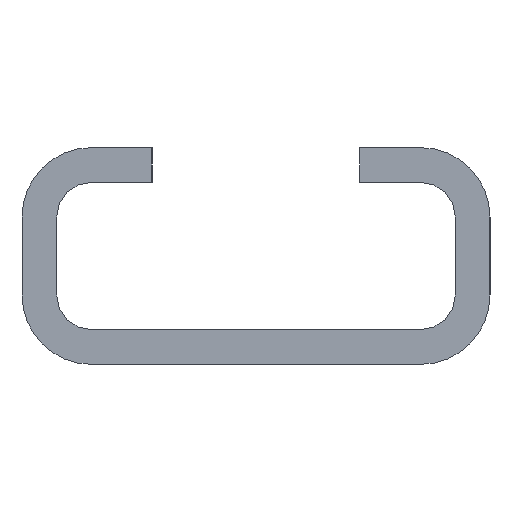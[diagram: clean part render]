
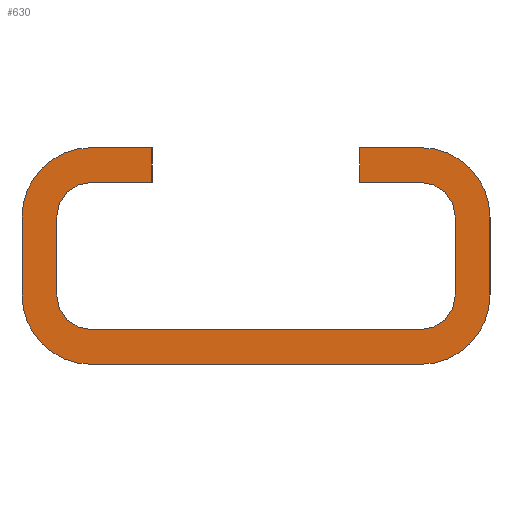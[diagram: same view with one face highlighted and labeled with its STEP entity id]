
A CAD part, left-side view. The second image highlights one B-rep face of the part: STEP entity #630.
In plain terms, the highlighted planar face has unit normal (-1, 0, 0).
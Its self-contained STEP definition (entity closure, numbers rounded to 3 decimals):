
#71=AXIS2_PLACEMENT_3D('Circle Axis2P3D',#69,#70,$) ;
#482=AXIS2_PLACEMENT_3D('Plane Axis2P3D',#479,#480,#481) ;
#493=AXIS2_PLACEMENT_3D('Circle Axis2P3D',#491,#492,$) ;
#521=AXIS2_PLACEMENT_3D('Circle Axis2P3D',#519,#520,$) ;
#535=AXIS2_PLACEMENT_3D('Circle Axis2P3D',#533,#534,$) ;
#549=AXIS2_PLACEMENT_3D('Circle Axis2P3D',#547,#548,$) ;
#563=AXIS2_PLACEMENT_3D('Circle Axis2P3D',#561,#562,$) ;
#591=AXIS2_PLACEMENT_3D('Circle Axis2P3D',#589,#590,$) ;
#605=AXIS2_PLACEMENT_3D('Circle Axis2P3D',#603,#604,$) ;
#66=CARTESIAN_POINT('Vertex',(0.,0.,4.)) ;
#69=CARTESIAN_POINT('Axis2P3D Location',(0.,4.,4.)) ;
#73=CARTESIAN_POINT('Vertex',(0.,4.,0.)) ;
#100=CARTESIAN_POINT('Line Origine',(0.,13.5,0.)) ;
#104=CARTESIAN_POINT('Vertex',(0.,23.,0.)) ;
#479=CARTESIAN_POINT('Axis2P3D Location',(0.,13.5,0.)) ;
#484=CARTESIAN_POINT('Line Origine',(0.,0.,6.25)) ;
#488=CARTESIAN_POINT('Vertex',(0.,0.,8.5)) ;
#491=CARTESIAN_POINT('Axis2P3D Location',(0.,4.,8.5)) ;
#495=CARTESIAN_POINT('Vertex',(0.,4.,12.5)) ;
#498=CARTESIAN_POINT('Line Origine',(0.,5.75,12.5)) ;
#502=CARTESIAN_POINT('Vertex',(0.,7.5,12.5)) ;
#505=CARTESIAN_POINT('Line Origine',(0.,7.5,11.5)) ;
#509=CARTESIAN_POINT('Vertex',(0.,7.5,10.5)) ;
#512=CARTESIAN_POINT('Line Origine',(0.,5.75,10.5)) ;
#516=CARTESIAN_POINT('Vertex',(0.,4.,10.5)) ;
#519=CARTESIAN_POINT('Axis2P3D Location',(0.,4.,8.5)) ;
#523=CARTESIAN_POINT('Vertex',(0.,2.,8.5)) ;
#526=CARTESIAN_POINT('Line Origine',(0.,2.,6.25)) ;
#530=CARTESIAN_POINT('Vertex',(0.,2.,4.)) ;
#533=CARTESIAN_POINT('Axis2P3D Location',(0.,4.,4.)) ;
#537=CARTESIAN_POINT('Vertex',(0.,4.,2.)) ;
#540=CARTESIAN_POINT('Line Origine',(0.,13.5,2.)) ;
#544=CARTESIAN_POINT('Vertex',(0.,23.,2.)) ;
#547=CARTESIAN_POINT('Axis2P3D Location',(0.,23.,4.)) ;
#551=CARTESIAN_POINT('Vertex',(0.,25.,4.)) ;
#554=CARTESIAN_POINT('Line Origine',(0.,25.,6.25)) ;
#558=CARTESIAN_POINT('Vertex',(0.,25.,8.5)) ;
#561=CARTESIAN_POINT('Axis2P3D Location',(0.,23.,8.5)) ;
#565=CARTESIAN_POINT('Vertex',(0.,23.,10.5)) ;
#568=CARTESIAN_POINT('Line Origine',(0.,21.25,10.5)) ;
#572=CARTESIAN_POINT('Vertex',(0.,19.5,10.5)) ;
#575=CARTESIAN_POINT('Line Origine',(0.,19.5,11.5)) ;
#579=CARTESIAN_POINT('Vertex',(0.,19.5,12.5)) ;
#582=CARTESIAN_POINT('Line Origine',(0.,21.25,12.5)) ;
#586=CARTESIAN_POINT('Vertex',(0.,23.,12.5)) ;
#589=CARTESIAN_POINT('Axis2P3D Location',(0.,23.,8.5)) ;
#593=CARTESIAN_POINT('Vertex',(0.,27.,8.5)) ;
#596=CARTESIAN_POINT('Line Origine',(0.,27.,6.25)) ;
#600=CARTESIAN_POINT('Vertex',(0.,27.,4.)) ;
#603=CARTESIAN_POINT('Axis2P3D Location',(0.,23.,4.)) ;
#70=DIRECTION('Axis2P3D Direction',(-1.,0.,0.)) ;
#101=DIRECTION('Vector Direction',(0.,-1.,0.)) ;
#480=DIRECTION('Axis2P3D Direction',(-1.,0.,0.)) ;
#481=DIRECTION('Axis2P3D XDirection',(0.,-1.,0.)) ;
#485=DIRECTION('Vector Direction',(0.,0.,1.)) ;
#492=DIRECTION('Axis2P3D Direction',(-1.,0.,0.)) ;
#499=DIRECTION('Vector Direction',(0.,1.,0.)) ;
#506=DIRECTION('Vector Direction',(0.,0.,-1.)) ;
#513=DIRECTION('Vector Direction',(0.,1.,0.)) ;
#520=DIRECTION('Axis2P3D Direction',(-1.,0.,0.)) ;
#527=DIRECTION('Vector Direction',(0.,0.,1.)) ;
#534=DIRECTION('Axis2P3D Direction',(-1.,0.,0.)) ;
#541=DIRECTION('Vector Direction',(0.,-1.,0.)) ;
#548=DIRECTION('Axis2P3D Direction',(-1.,0.,0.)) ;
#555=DIRECTION('Vector Direction',(0.,0.,-1.)) ;
#562=DIRECTION('Axis2P3D Direction',(-1.,0.,0.)) ;
#569=DIRECTION('Vector Direction',(0.,1.,0.)) ;
#576=DIRECTION('Vector Direction',(0.,0.,-1.)) ;
#583=DIRECTION('Vector Direction',(0.,1.,0.)) ;
#590=DIRECTION('Axis2P3D Direction',(-1.,0.,0.)) ;
#597=DIRECTION('Vector Direction',(0.,0.,-1.)) ;
#604=DIRECTION('Axis2P3D Direction',(-1.,0.,0.)) ;
#102=VECTOR('Line Direction',#101,1.) ;
#486=VECTOR('Line Direction',#485,1.) ;
#500=VECTOR('Line Direction',#499,1.) ;
#507=VECTOR('Line Direction',#506,1.) ;
#514=VECTOR('Line Direction',#513,1.) ;
#528=VECTOR('Line Direction',#527,1.) ;
#542=VECTOR('Line Direction',#541,1.) ;
#556=VECTOR('Line Direction',#555,1.) ;
#570=VECTOR('Line Direction',#569,1.) ;
#577=VECTOR('Line Direction',#576,1.) ;
#584=VECTOR('Line Direction',#583,1.) ;
#598=VECTOR('Line Direction',#597,1.) ;
#609=ORIENTED_EDGE('',*,*,#106,.T.) ;
#610=ORIENTED_EDGE('',*,*,#75,.T.) ;
#611=ORIENTED_EDGE('',*,*,#490,.T.) ;
#612=ORIENTED_EDGE('',*,*,#497,.T.) ;
#613=ORIENTED_EDGE('',*,*,#504,.T.) ;
#614=ORIENTED_EDGE('',*,*,#511,.T.) ;
#615=ORIENTED_EDGE('',*,*,#518,.T.) ;
#616=ORIENTED_EDGE('',*,*,#525,.T.) ;
#617=ORIENTED_EDGE('',*,*,#532,.T.) ;
#618=ORIENTED_EDGE('',*,*,#539,.T.) ;
#619=ORIENTED_EDGE('',*,*,#546,.T.) ;
#620=ORIENTED_EDGE('',*,*,#553,.T.) ;
#621=ORIENTED_EDGE('',*,*,#560,.T.) ;
#622=ORIENTED_EDGE('',*,*,#567,.T.) ;
#623=ORIENTED_EDGE('',*,*,#574,.T.) ;
#624=ORIENTED_EDGE('',*,*,#581,.T.) ;
#625=ORIENTED_EDGE('',*,*,#588,.T.) ;
#626=ORIENTED_EDGE('',*,*,#595,.T.) ;
#627=ORIENTED_EDGE('',*,*,#602,.T.) ;
#628=ORIENTED_EDGE('',*,*,#607,.T.) ;
#630=ADVANCED_FACE('V1',(#629),#483,.T.) ;
#72=CIRCLE('generated circle',#71,4.) ;
#494=CIRCLE('generated circle',#493,4.) ;
#522=CIRCLE('generated circle',#521,2.) ;
#536=CIRCLE('generated circle',#535,2.) ;
#550=CIRCLE('generated circle',#549,2.) ;
#564=CIRCLE('generated circle',#563,2.) ;
#592=CIRCLE('generated circle',#591,4.) ;
#606=CIRCLE('generated circle',#605,4.) ;
#75=EDGE_CURVE('',#74,#67,#72,.T.) ;
#106=EDGE_CURVE('',#105,#74,#103,.T.) ;
#490=EDGE_CURVE('',#67,#489,#487,.T.) ;
#497=EDGE_CURVE('',#489,#496,#494,.T.) ;
#504=EDGE_CURVE('',#496,#503,#501,.T.) ;
#511=EDGE_CURVE('',#503,#510,#508,.T.) ;
#518=EDGE_CURVE('',#510,#517,#515,.F.) ;
#525=EDGE_CURVE('',#517,#524,#522,.F.) ;
#532=EDGE_CURVE('',#524,#531,#529,.F.) ;
#539=EDGE_CURVE('',#531,#538,#536,.F.) ;
#546=EDGE_CURVE('',#538,#545,#543,.F.) ;
#553=EDGE_CURVE('',#545,#552,#550,.F.) ;
#560=EDGE_CURVE('',#552,#559,#557,.F.) ;
#567=EDGE_CURVE('',#559,#566,#564,.F.) ;
#574=EDGE_CURVE('',#566,#573,#571,.F.) ;
#581=EDGE_CURVE('',#573,#580,#578,.F.) ;
#588=EDGE_CURVE('',#580,#587,#585,.T.) ;
#595=EDGE_CURVE('',#587,#594,#592,.T.) ;
#602=EDGE_CURVE('',#594,#601,#599,.T.) ;
#607=EDGE_CURVE('',#601,#105,#606,.T.) ;
#608=EDGE_LOOP('',(#609,#610,#611,#612,#613,#614,#615,#616,#617,#618,#619,#620,#621,#622,#623,#624,#625,#626,#627,#628)) ;
#629=FACE_OUTER_BOUND('',#608,.T.) ;
#103=LINE('Line',#100,#102) ;
#487=LINE('Line',#484,#486) ;
#501=LINE('Line',#498,#500) ;
#508=LINE('Line',#505,#507) ;
#515=LINE('Line',#512,#514) ;
#529=LINE('Line',#526,#528) ;
#543=LINE('Line',#540,#542) ;
#557=LINE('Line',#554,#556) ;
#571=LINE('Line',#568,#570) ;
#578=LINE('Line',#575,#577) ;
#585=LINE('Line',#582,#584) ;
#599=LINE('Line',#596,#598) ;
#483=PLANE('',#482) ;
#67=VERTEX_POINT('',#66) ;
#74=VERTEX_POINT('',#73) ;
#105=VERTEX_POINT('',#104) ;
#489=VERTEX_POINT('',#488) ;
#496=VERTEX_POINT('',#495) ;
#503=VERTEX_POINT('',#502) ;
#510=VERTEX_POINT('',#509) ;
#517=VERTEX_POINT('',#516) ;
#524=VERTEX_POINT('',#523) ;
#531=VERTEX_POINT('',#530) ;
#538=VERTEX_POINT('',#537) ;
#545=VERTEX_POINT('',#544) ;
#552=VERTEX_POINT('',#551) ;
#559=VERTEX_POINT('',#558) ;
#566=VERTEX_POINT('',#565) ;
#573=VERTEX_POINT('',#572) ;
#580=VERTEX_POINT('',#579) ;
#587=VERTEX_POINT('',#586) ;
#594=VERTEX_POINT('',#593) ;
#601=VERTEX_POINT('',#600) ;
